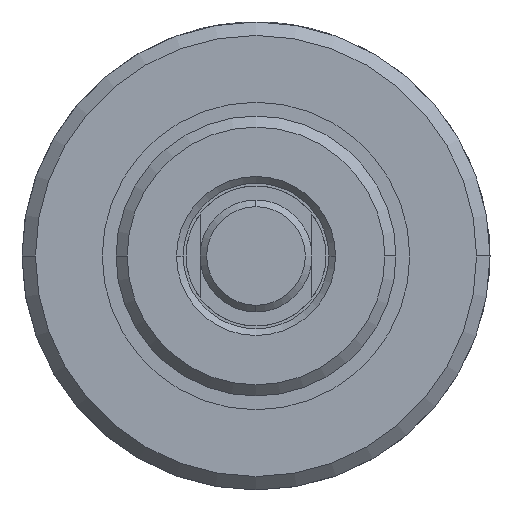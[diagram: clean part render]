
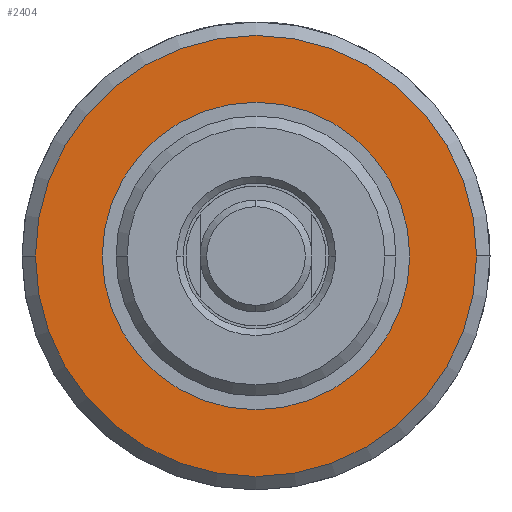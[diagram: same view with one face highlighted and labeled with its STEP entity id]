
A CAD part, left-side view. The second image highlights one B-rep face of the part: STEP entity #2404.
In plain terms, the highlighted planar face has unit normal (-1, 0, 0).
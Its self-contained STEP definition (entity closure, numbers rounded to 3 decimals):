
#168 = VERTEX_POINT ( 'NONE', #1477 ) ;
#174 = ORIENTED_EDGE ( 'NONE', *, *, #294, .F. ) ;
#240 = EDGE_LOOP ( 'NONE', ( #1792, #174 ) ) ;
#262 = CARTESIAN_POINT ( 'NONE',  ( 20.574, 0., 0. ) ) ;
#294 = EDGE_CURVE ( 'NONE', #168, #4032, #4058, .T. ) ;
#353 = DIRECTION ( 'NONE',  ( 0., 0., -1. ) ) ;
#443 = CARTESIAN_POINT ( 'NONE',  ( 20.574, 0., 25.019 ) ) ;
#469 = AXIS2_PLACEMENT_3D ( 'NONE', #5023, #779, #833 ) ;
#700 = AXIS2_PLACEMENT_3D ( 'NONE', #2928, #1710, #353 ) ;
#728 = FACE_OUTER_BOUND ( 'NONE', #240, .T. ) ;
#779 = DIRECTION ( 'NONE',  ( 1., 0., 0. ) ) ;
#833 = DIRECTION ( 'NONE',  ( 0., 0., -1. ) ) ;
#1220 = FACE_BOUND ( 'NONE', #4336, .T. ) ;
#1272 = CIRCLE ( 'NONE', #469, 17.437 ) ;
#1477 = CARTESIAN_POINT ( 'NONE',  ( 20.574, 0., -25.019 ) ) ;
#1566 = EDGE_CURVE ( 'NONE', #4032, #168, #2131, .T. ) ;
#1572 = CARTESIAN_POINT ( 'NONE',  ( 20.574, 0., 0. ) ) ;
#1613 = DIRECTION ( 'NONE',  ( 0., 0., -1. ) ) ;
#1710 = DIRECTION ( 'NONE',  ( 1., 0., 0. ) ) ;
#1792 = ORIENTED_EDGE ( 'NONE', *, *, #1566, .F. ) ;
#1876 = ORIENTED_EDGE ( 'NONE', *, *, #2989, .T. ) ;
#1993 = CIRCLE ( 'NONE', #4586, 17.437 ) ;
#2131 = CIRCLE ( 'NONE', #5274, 25.019 ) ;
#2375 = DIRECTION ( 'NONE',  ( 0., 0., -1. ) ) ;
#2404 = ADVANCED_FACE ( 'NONE', ( #728, #1220 ), #5414, .F. ) ;
#2537 = CARTESIAN_POINT ( 'NONE',  ( 20.574, 0., 17.437 ) ) ;
#2864 = AXIS2_PLACEMENT_3D ( 'NONE', #1572, #2890, #4616 ) ;
#2890 = DIRECTION ( 'NONE',  ( 1., 0., 0. ) ) ;
#2928 = CARTESIAN_POINT ( 'NONE',  ( 20.574, 0., 0. ) ) ;
#2989 = EDGE_CURVE ( 'NONE', #4827, #3984, #1993, .T. ) ;
#3446 = ORIENTED_EDGE ( 'NONE', *, *, #4412, .T. ) ;
#3984 = VERTEX_POINT ( 'NONE', #2537 ) ;
#4032 = VERTEX_POINT ( 'NONE', #443 ) ;
#4058 = CIRCLE ( 'NONE', #700, 25.019 ) ;
#4209 = CARTESIAN_POINT ( 'NONE',  ( 20.574, 0., -17.437 ) ) ;
#4336 = EDGE_LOOP ( 'NONE', ( #1876, #3446 ) ) ;
#4412 = EDGE_CURVE ( 'NONE', #3984, #4827, #1272, .T. ) ;
#4582 = DIRECTION ( 'NONE',  ( 1., 0., 0. ) ) ;
#4586 = AXIS2_PLACEMENT_3D ( 'NONE', #262, #4947, #2375 ) ;
#4616 = DIRECTION ( 'NONE',  ( 0., 0., -1. ) ) ;
#4827 = VERTEX_POINT ( 'NONE', #4209 ) ;
#4947 = DIRECTION ( 'NONE',  ( 1., 0., 0. ) ) ;
#5023 = CARTESIAN_POINT ( 'NONE',  ( 20.574, 0., 0. ) ) ;
#5274 = AXIS2_PLACEMENT_3D ( 'NONE', #5408, #4582, #1613 ) ;
#5408 = CARTESIAN_POINT ( 'NONE',  ( 20.574, 0., 0. ) ) ;
#5414 = PLANE ( 'NONE',  #2864 ) ;
